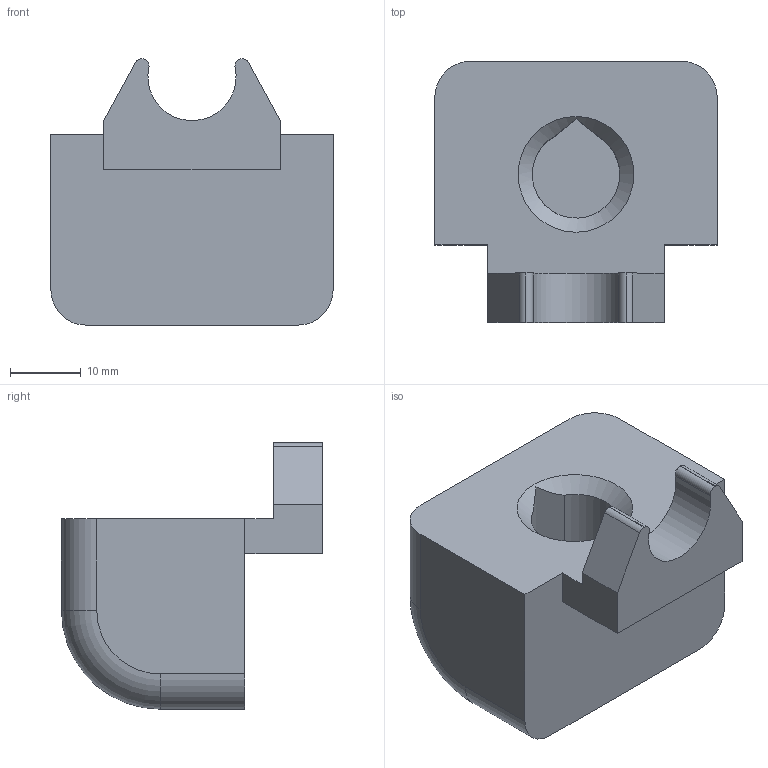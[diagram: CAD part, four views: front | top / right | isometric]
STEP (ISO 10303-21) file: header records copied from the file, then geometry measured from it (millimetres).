
FILE_DESCRIPTION(/* description */ (''),/* implementation_level */ '2;1');
FILE_NAME(/* name */ 'ikonfitness-pull-up-bar-hook v5.step',/* time_stamp */ '2020-09-30T13:13:29-04:00',/* author */ (''),/* organization */ (''),/* preprocessor_version */ 'ST-DEVELOPER v18.1',/* originating_system */ 'Autodesk Translation Framework v9.3.0.1241',/* authorisation */ '');
FILE_SCHEMA (('AUTOMOTIVE_DESIGN { 1 0 10303 214 3 1 1 }'));
Length unit declared in the file: millimetre
Products named in the file (1): ikonfitness-pull-up-bar-hook
Bounding box: 40 x 37 x 37.75 mm (x, y, z)
Volume: 25520.9 mm3; surface area: 7009.8 mm2
Topology: 1 solids, 1 shells, 32 faces, 83 edges, 54 vertices
Faces by surface type: plane 18, cylinder 11, torus 2, cone 1
Entity records: 1012 total; most frequent: CARTESIAN_POINT 174, DIRECTION 173, ORIENTED_EDGE 166, EDGE_CURVE 83, AXIS2_PLACEMENT_3D 59, LINE 55, VECTOR 55, VERTEX_POINT 54
